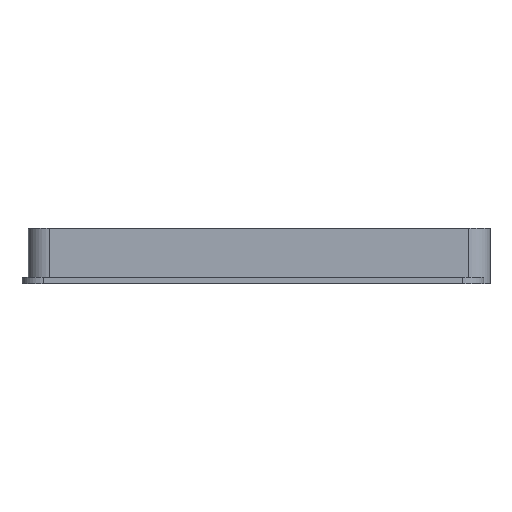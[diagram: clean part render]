
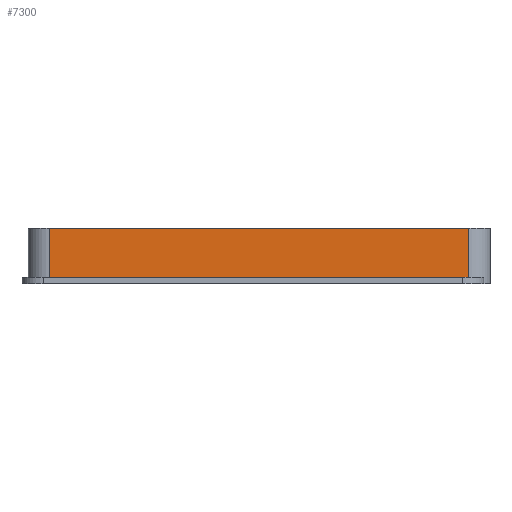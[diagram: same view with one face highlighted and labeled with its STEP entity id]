
A CAD part, front view. The second image highlights one B-rep face of the part: STEP entity #7300.
In plain terms, the highlighted planar face has unit normal (0, -1, 0).
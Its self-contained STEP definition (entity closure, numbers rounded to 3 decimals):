
#959=FACE_OUTER_BOUND('',#1373,.T.);
#1373=EDGE_LOOP('',(#5946,#5947,#5948,#5949));
#1947=LINE('',#12338,#2605);
#1960=LINE('',#12377,#2618);
#1965=LINE('',#12390,#2623);
#1966=LINE('',#12393,#2624);
#2605=VECTOR('',#8385,10.);
#2618=VECTOR('',#8416,10.);
#2623=VECTOR('',#8429,10.);
#2624=VECTOR('',#8434,10.);
#3303=VERTEX_POINT('',#12335);
#3304=VERTEX_POINT('',#12337);
#3321=VERTEX_POINT('',#12375);
#3325=VERTEX_POINT('',#12389);
#4230=EDGE_CURVE('',#3303,#3304,#1947,.T.);
#4250=EDGE_CURVE('',#3321,#3303,#1960,.T.);
#4256=EDGE_CURVE('',#3304,#3325,#1965,.T.);
#4258=EDGE_CURVE('',#3321,#3325,#1966,.T.);
#5946=ORIENTED_EDGE('',*,*,#4250,.F.);
#5947=ORIENTED_EDGE('',*,*,#4258,.T.);
#5948=ORIENTED_EDGE('',*,*,#4256,.F.);
#5949=ORIENTED_EDGE('',*,*,#4230,.F.);
#7000=PLANE('',#7617);
#7300=ADVANCED_FACE('',(#959),#7000,.T.);
#7617=AXIS2_PLACEMENT_3D('',#12392,#8432,#8433);
#8385=DIRECTION('',(1.,0.,0.));
#8416=DIRECTION('',(0.,0.,1.));
#8429=DIRECTION('',(0.,0.,-1.));
#8432=DIRECTION('center_axis',(0.,-1.,0.));
#8433=DIRECTION('ref_axis',(1.,0.,0.));
#8434=DIRECTION('',(1.,0.,0.));
#12335=CARTESIAN_POINT('',(-4.5,-9.5,13.));
#12337=CARTESIAN_POINT('',(93.7,-9.5,13.));
#12338=CARTESIAN_POINT('',(-9.5,-9.5,13.));
#12375=CARTESIAN_POINT('',(-4.5,-9.5,0.));
#12377=CARTESIAN_POINT('',(-4.5,-9.5,0.));
#12389=CARTESIAN_POINT('',(93.7,-9.5,0.));
#12390=CARTESIAN_POINT('',(93.7,-9.5,0.));
#12392=CARTESIAN_POINT('Origin',(-9.5,-9.5,0.));
#12393=CARTESIAN_POINT('',(-9.5,-9.5,0.));
